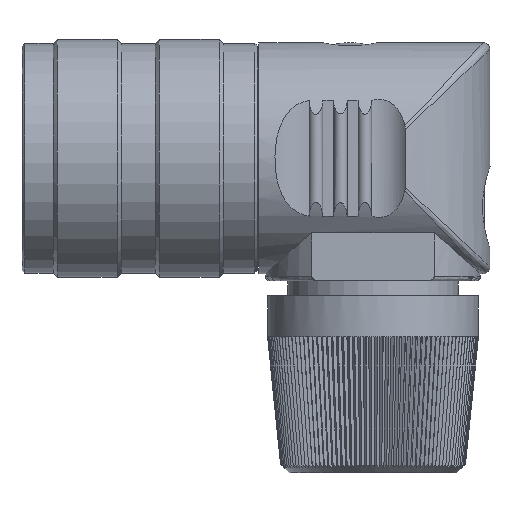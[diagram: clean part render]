
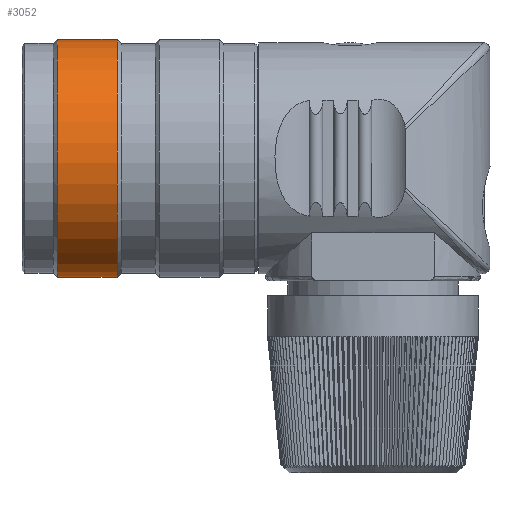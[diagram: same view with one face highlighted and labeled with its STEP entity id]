
A CAD part, front view. The second image highlights one B-rep face of the part: STEP entity #3052.
In plain terms, the highlighted cylindrical face has radius 8.75 mm (diameter 17.5 mm), a full revolution.
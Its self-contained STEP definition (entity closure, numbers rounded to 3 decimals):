
#1166=CYLINDRICAL_SURFACE('',#10476,8.75);
#3052=ADVANCED_FACE('',(#3822,#3823),#1166,.T.);
#3822=FACE_BOUND('',#3913,.T.);
#3823=FACE_BOUND('',#3914,.T.);
#3913=EDGE_LOOP('',(#4608));
#3914=EDGE_LOOP('',(#4609));
#4608=ORIENTED_EDGE('',*,*,#8628,.T.);
#4609=ORIENTED_EDGE('',*,*,#8629,.T.);
#7672=VERTEX_POINT('',#14054);
#7673=VERTEX_POINT('',#14056);
#8628=EDGE_CURVE('',#7672,#7672,#10153,.T.);
#8629=EDGE_CURVE('',#7673,#7673,#10154,.T.);
#10153=CIRCLE('',#10474,8.75);
#10154=CIRCLE('',#10475,8.75);
#10474=AXIS2_PLACEMENT_3D('',#14053,#11448,#11449);
#10475=AXIS2_PLACEMENT_3D('',#14055,#11450,#11451);
#10476=AXIS2_PLACEMENT_3D('',#14057,#11452,#11453);
#11448=DIRECTION('',(-1.,0.,0.));
#11449=DIRECTION('',(0.,0.924,0.382));
#11450=DIRECTION('',(1.,0.,0.));
#11451=DIRECTION('',(0.,0.924,0.382));
#11452=DIRECTION('',(-1.,0.,0.));
#11453=DIRECTION('',(0.,0.924,0.382));
#14053=CARTESIAN_POINT('',(6.8,-0.062,-0.062));
#14054=CARTESIAN_POINT('',(6.8,8.025,3.279));
#14055=CARTESIAN_POINT('',(2.4,-0.062,-0.062));
#14056=CARTESIAN_POINT('',(2.4,8.025,3.279));
#14057=CARTESIAN_POINT('',(17.9,-0.062,-0.062));
